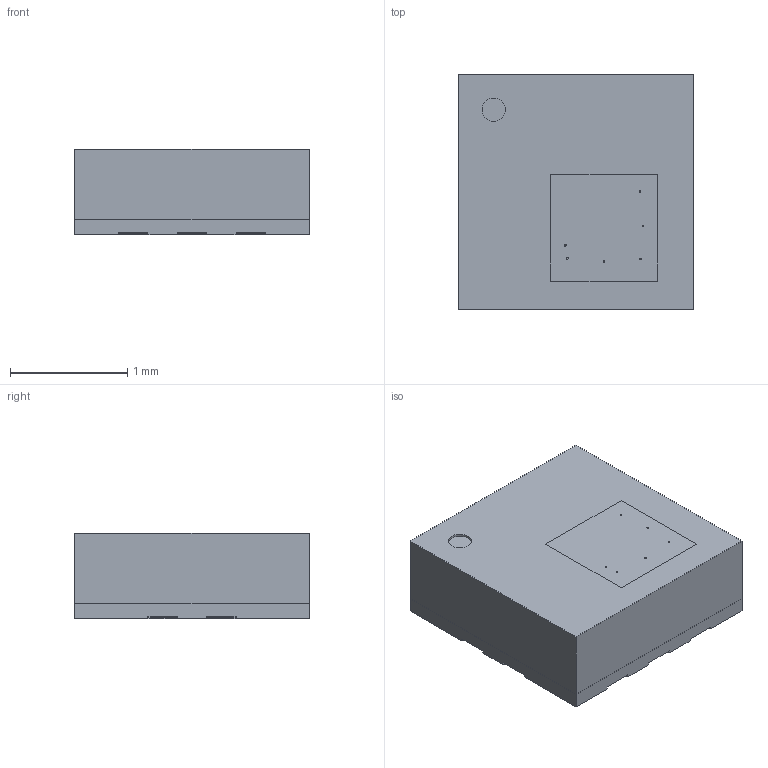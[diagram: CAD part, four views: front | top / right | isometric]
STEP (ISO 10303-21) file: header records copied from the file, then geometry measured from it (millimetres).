
FILE_DESCRIPTION (( 'STEP AP214' ), '1' );
FILE_NAME ('2511020213301.STEP', '2024-08-19T07:43:22', ( '' ), ( '' ), 'SwSTEP 2.0', 'SolidWorks 2024', '' );
FILE_SCHEMA (( 'AUTOMOTIVE_DESIGN' ));
Length unit declared in the file: millimetre
Products named in the file (4): Base_1; Housing_1; 2511020213301; Sensing area_1
Assembly tree (3 placements, depth 2):
  2511020213301
    Base_1
    Housing_1
    Sensing area_1
Bounding box: 2 x 2 x 0.73 mm (x, y, z)
Volume: 2.9 mm3; surface area: 24.4 mm2
Topology: 3 solids, 3 shells, 99 faces, 273 edges, 182 vertices
Faces by surface type: plane 85, cylinder 14
Entity records: 3480 total; most frequent: CARTESIAN_POINT 560, ORIENTED_EDGE 546, DIRECTION 511, EDGE_CURVE 273, VECTOR 245, LINE 245, VERTEX_POINT 182, AXIS2_PLACEMENT_3D 133
